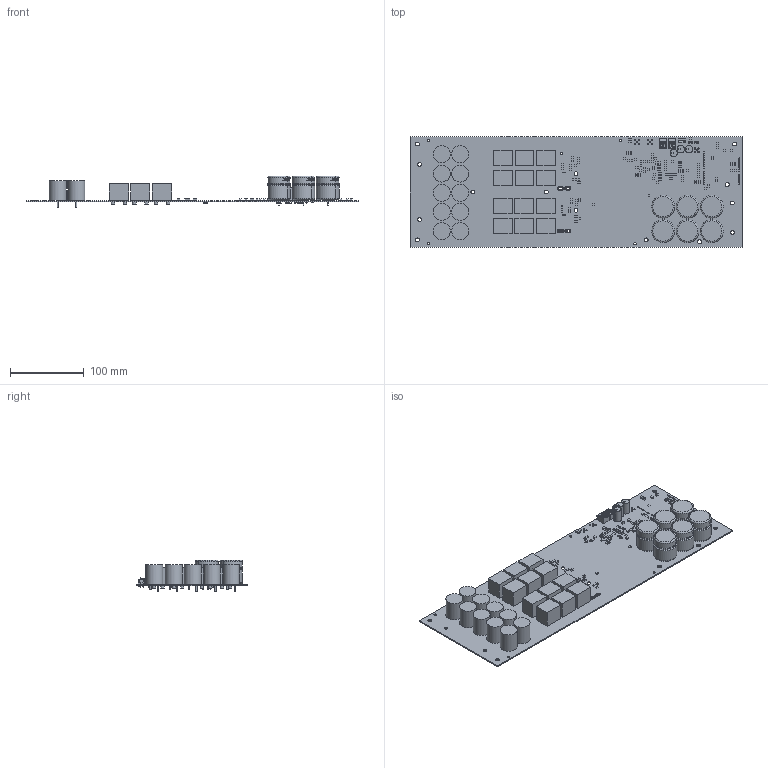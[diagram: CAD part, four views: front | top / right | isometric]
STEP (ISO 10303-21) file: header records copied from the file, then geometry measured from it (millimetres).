
FILE_DESCRIPTION(('KiCad electronic assembly'),'2;1');
FILE_NAME('InverterBoostConverter.step','2025-02-17T19:13:15',('Pcbnew') ,('Kicad'),'Open CASCADE STEP processor 7.6','KiCad to STEP converter' ,'Unknown');
FILE_SCHEMA(('AUTOMOTIVE_DESIGN { 1 0 10303 214 1 1 1 1 }'));
Length unit declared in the file: millimetre
Products named in the file (22): InverterBoostConverter 1; C_1210_3225Metric; R_1210_3225Metric; SLPX331M200A1P3; ASSEMBLY; ALH82A750CB600; CARS_K2PAV_30X30_D31L32S10LL7.3F2.1; IHDM1008BCEV2R2M20; UVY1E102MPD1TD; UFW1V471MPD1TD; 1987724; pt_2.5-2-5.0-v; FanPinHeader_1x04_P2.54mm_Vertical; Fan_Pin_Header_Straight_1x04; PinSocket_1x02_P2.54mm_Vertical; SOIC-8_3.9x4.9mm_P1.27mm; SOIC_8_39x49mm_P127mm; InverterBoostConverter_PCB
Assembly tree (144 placements, depth 3):
  InverterBoostConverter 1
    C_1210_3225Metric  x45
      C_1210_3225Metric
    R_1210_3225Metric  x50
      R_1210_3225Metric
    SLPX331M200A1P3  x10
      ASSEMBLY
    ALH82A750CB600  x6
      CARS_K2PAV_30X30_D31L32S10LL7.3F2.1
    IHDM1008BCEV2R2M20  x12
      ASSEMBLY
    UVY1E102MPD1TD  x3
      UFW1V471MPD1TD
    1987724  x2
      pt_2.5-2-5.0-v
    FanPinHeader_1x04_P2.54mm_Vertical
      Fan_Pin_Header_Straight_1x04
    PinSocket_1x02_P2.54mm_Vertical  x2
      PinSocket_1x02_P2.54mm_Vertical
    SOIC-8_3.9x4.9mm_P1.27mm  x2
      SOIC_8_39x49mm_P127mm
    InverterBoostConverter_PCB
Bounding box: 450 x 150 x 43 mm (x, y, z)
Volume: 515629.2 mm3; surface area: 242927.6 mm2
Topology: 187 solids, 187 shells, 4598 faces, 11669 edges, 7610 vertices
Faces by surface type: plane 2767, cylinder 1485, bspline 250, torus 80, cone 16
Full cylindrical faces by diameter (mm): 0.5 x64, 0.6 x2, 0.8 x12, 1 x36, 1.02 x4, 1.1 x1, 1.3 x4, 1.5 x3, 1.7 x12, 1.9 x20, 2 x12, 2.1 x20, 3.2 x5, 4.47 x24, 4.67 x24, 5 x4, 5.3 x10, 23 x10
Entity records: 34217 total; most frequent: CARTESIAN_POINT 6181, DIRECTION 5052, ORIENTED_EDGE 4826, EDGE_CURVE 2413, AXIS2_PLACEMENT_3D 1801, VERTEX_POINT 1564, LINE 1450, VECTOR 1450
